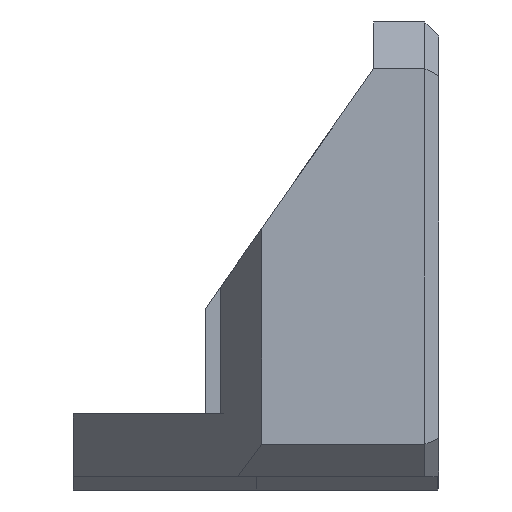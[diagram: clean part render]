
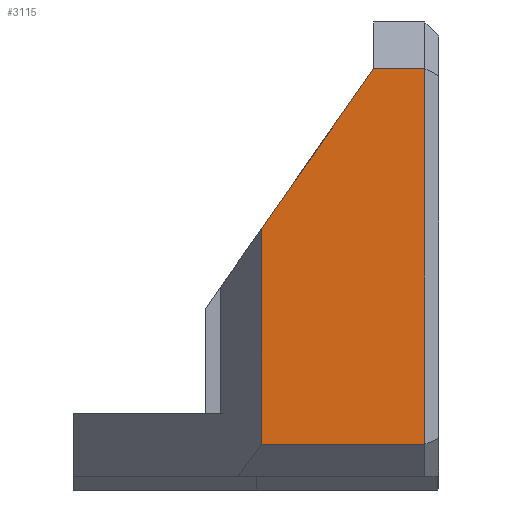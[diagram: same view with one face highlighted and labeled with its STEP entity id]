
A CAD part, left-side view. The second image highlights one B-rep face of the part: STEP entity #3115.
In plain terms, the highlighted planar face has unit normal (-1, 0, 0).
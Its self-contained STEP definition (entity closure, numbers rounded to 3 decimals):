
#69=PLANE('',#3323);
#266=LINE('',#4623,#628);
#267=LINE('',#4625,#629);
#268=LINE('',#4627,#630);
#269=LINE('',#4629,#631);
#270=LINE('',#4630,#632);
#628=VECTOR('',#3697,10.);
#629=VECTOR('',#3700,10.);
#630=VECTOR('',#3701,10.);
#631=VECTOR('',#3702,10.);
#632=VECTOR('',#3703,10.);
#973=FACE_OUTER_BOUND('',#1153,.T.);
#1153=EDGE_LOOP('',(#2316,#2317,#2318,#2319,#2320));
#1435=VERTEX_POINT('',#4464);
#1486=VERTEX_POINT('',#4607);
#1490=VERTEX_POINT('',#4619);
#1491=VERTEX_POINT('',#4626);
#1492=VERTEX_POINT('',#4628);
#1807=EDGE_CURVE('',#1490,#1486,#266,.T.);
#1808=EDGE_CURVE('',#1435,#1490,#267,.T.);
#1809=EDGE_CURVE('',#1435,#1491,#268,.T.);
#1810=EDGE_CURVE('',#1491,#1492,#269,.T.);
#1811=EDGE_CURVE('',#1486,#1492,#270,.T.);
#2316=ORIENTED_EDGE('',*,*,#1807,.F.);
#2317=ORIENTED_EDGE('',*,*,#1808,.F.);
#2318=ORIENTED_EDGE('',*,*,#1809,.T.);
#2319=ORIENTED_EDGE('',*,*,#1810,.T.);
#2320=ORIENTED_EDGE('',*,*,#1811,.F.);
#3115=ADVANCED_FACE('',(#973),#69,.T.);
#3323=AXIS2_PLACEMENT_3D('',#4624,#3698,#3699);
#3697=DIRECTION('',(0.,0.,-1.));
#3698=DIRECTION('center_axis',(-1.,0.,0.));
#3699=DIRECTION('ref_axis',(0.,-1.,0.));
#3700=DIRECTION('',(0.,-1.,0.));
#3701=DIRECTION('',(0.,0.574,-0.819));
#3702=DIRECTION('',(0.,0.,-1.));
#3703=DIRECTION('',(0.,1.,0.));
#4464=CARTESIAN_POINT('',(-26.25,7.,43.75));
#4607=CARTESIAN_POINT('',(-26.25,1.5,3.5));
#4619=CARTESIAN_POINT('',(-26.25,1.5,43.75));
#4623=CARTESIAN_POINT('',(-26.25,1.5,0.));
#4624=CARTESIAN_POINT('Origin',(-26.25,39.2,0.));
#4625=CARTESIAN_POINT('',(-26.25,29.4,43.75));
#4626=CARTESIAN_POINT('',(-26.25,19.,26.612));
#4627=CARTESIAN_POINT('',(-26.25,31.575,8.654));
#4628=CARTESIAN_POINT('',(-26.25,19.,3.5));
#4629=CARTESIAN_POINT('',(-26.25,19.,3.375));
#4630=CARTESIAN_POINT('',(-26.25,29.4,3.5));
